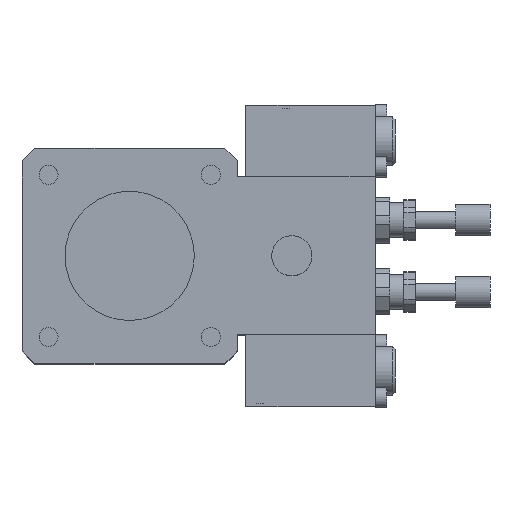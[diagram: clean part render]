
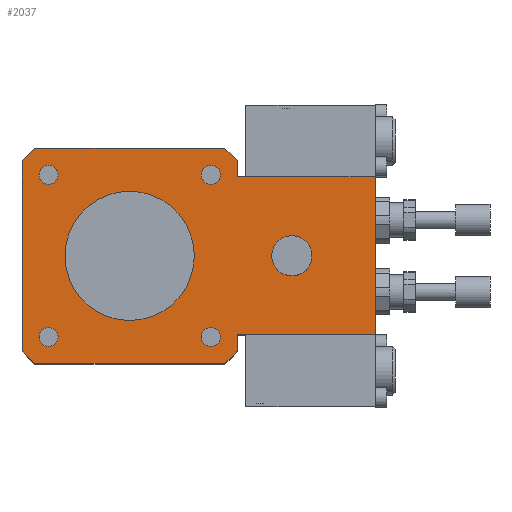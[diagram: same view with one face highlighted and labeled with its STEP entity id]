
A CAD part, top view. The second image highlights one B-rep face of the part: STEP entity #2037.
In plain terms, the highlighted planar face has unit normal (0, 0, 1).
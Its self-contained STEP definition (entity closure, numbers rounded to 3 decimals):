
#133=CARTESIAN_POINT('',(-28.25,24.927,146.0));
#134=VERTEX_POINT('',#133);
#135=CARTESIAN_POINT('',(-28.25,28.25,146.0));
#136=DIRECTION('',(0.0,0.0,-1.0));
#137=DIRECTION('',(0.0,-1.0,0.0));
#138=AXIS2_PLACEMENT_3D('',#135,#136,#137);
#139=CIRCLE('',#138,3.324);
#140=EDGE_CURVE('',#134,#134,#139,.T.);
#191=CARTESIAN_POINT('',(24.927,28.25,146.0));
#192=VERTEX_POINT('',#191);
#193=CARTESIAN_POINT('',(28.25,28.25,146.0));
#194=DIRECTION('',(0.0,0.0,-1.0));
#195=DIRECTION('',(-1.0,0.0,0.0));
#196=AXIS2_PLACEMENT_3D('',#193,#194,#195);
#197=CIRCLE('',#196,3.324);
#198=EDGE_CURVE('',#192,#192,#197,.T.);
#249=CARTESIAN_POINT('',(28.25,-24.927,146.0));
#250=VERTEX_POINT('',#249);
#251=CARTESIAN_POINT('',(28.25,-28.25,146.0));
#252=DIRECTION('',(0.0,0.0,-1.0));
#253=DIRECTION('',(0.0,1.0,0.0));
#254=AXIS2_PLACEMENT_3D('',#251,#252,#253);
#255=CIRCLE('',#254,3.324);
#256=EDGE_CURVE('',#250,#250,#255,.T.);
#307=CARTESIAN_POINT('',(-24.927,-28.25,146.0));
#308=VERTEX_POINT('',#307);
#309=CARTESIAN_POINT('',(-28.25,-28.25,146.0));
#310=DIRECTION('',(0.0,0.0,-1.0));
#311=DIRECTION('',(1.0,0.0,0.0));
#312=AXIS2_PLACEMENT_3D('',#309,#310,#311);
#313=CIRCLE('',#312,3.324);
#314=EDGE_CURVE('',#308,#308,#313,.T.);
#791=CARTESIAN_POINT('',(50.,0.0,146.0));
#792=VERTEX_POINT('',#791);
#793=CARTESIAN_POINT('',(56.5,0.0,146.0));
#794=DIRECTION('',(0.0,0.0,-1.0));
#795=DIRECTION('',(-1.0,0.0,0.0));
#796=AXIS2_PLACEMENT_3D('',#793,#794,#795);
#797=CIRCLE('',#796,6.5);
#798=EDGE_CURVE('',#792,#792,#797,.T.);
#1270=CARTESIAN_POINT('',(85.5,27.5,146.0));
#1271=VERTEX_POINT('',#1270);
#1296=CARTESIAN_POINT('',(37.5,27.5,146.0));
#1297=VERTEX_POINT('',#1296);
#1304=CARTESIAN_POINT('',(37.5,27.5,146.0));
#1305=DIRECTION('',(1.0,0.0,0.0));
#1306=VECTOR('',#1305,48.);
#1307=LINE('',#1304,#1306);
#1308=EDGE_CURVE('',#1297,#1271,#1307,.T.);
#1358=CARTESIAN_POINT('',(85.5,-27.5,146.0));
#1359=VERTEX_POINT('',#1358);
#1366=CARTESIAN_POINT('',(37.5,-27.5,146.0));
#1367=VERTEX_POINT('',#1366);
#1368=CARTESIAN_POINT('',(37.5,-27.5,146.0));
#1369=DIRECTION('',(1.0,0.0,0.0));
#1370=VECTOR('',#1369,48.);
#1371=LINE('',#1368,#1370);
#1372=EDGE_CURVE('',#1367,#1359,#1371,.T.);
#1421=CARTESIAN_POINT('',(85.5,-27.5,146.0));
#1422=DIRECTION('',(0.0,1.0,0.0));
#1423=VECTOR('',#1422,55.0);
#1424=LINE('',#1421,#1423);
#1425=EDGE_CURVE('',#1359,#1271,#1424,.T.);
#1444=CARTESIAN_POINT('',(37.5,-33.072,146.0));
#1445=VERTEX_POINT('',#1444);
#1446=CARTESIAN_POINT('',(37.5,-27.5,146.0));
#1447=DIRECTION('',(0.0,-1.0,0.0));
#1448=VECTOR('',#1447,5.572);
#1449=LINE('',#1446,#1448);
#1450=EDGE_CURVE('',#1367,#1445,#1449,.T.);
#1483=CARTESIAN_POINT('',(37.5,33.072,146.0));
#1484=VERTEX_POINT('',#1483);
#1491=CARTESIAN_POINT('',(37.5,33.072,146.0));
#1492=DIRECTION('',(0.0,-1.0,0.0));
#1493=VECTOR('',#1492,5.572);
#1494=LINE('',#1491,#1493);
#1495=EDGE_CURVE('',#1484,#1297,#1494,.T.);
#1522=CARTESIAN_POINT('',(-22.5,0.0,146.0));
#1523=VERTEX_POINT('',#1522);
#1524=CARTESIAN_POINT('',(0.0,0.0,146.0));
#1525=DIRECTION('',(0.0,0.0,-1.0));
#1526=DIRECTION('',(-1.0,0.0,0.0));
#1527=AXIS2_PLACEMENT_3D('',#1524,#1525,#1526);
#1528=CIRCLE('',#1527,22.5);
#1529=EDGE_CURVE('',#1523,#1523,#1528,.T.);
#1837=CARTESIAN_POINT('',(33.072,37.5,146.0));
#1838=VERTEX_POINT('',#1837);
#1839=CARTESIAN_POINT('',(0.,0.,146.0));
#1840=DIRECTION('',(0.,0.,-1.0));
#1841=DIRECTION('',(-0.75,-0.661,0.));
#1842=AXIS2_PLACEMENT_3D('',#1839,#1840,#1841);
#1843=CIRCLE('',#1842,50.0);
#1844=EDGE_CURVE('',#1838,#1484,#1843,.T.);
#1862=CARTESIAN_POINT('',(33.072,-37.5,146.0));
#1863=VERTEX_POINT('',#1862);
#1864=CARTESIAN_POINT('',(0.,0.,146.0));
#1865=DIRECTION('',(0.,0.,-1.));
#1866=DIRECTION('',(-0.661,0.75,0.));
#1867=AXIS2_PLACEMENT_3D('',#1864,#1865,#1866);
#1868=CIRCLE('',#1867,50.);
#1869=EDGE_CURVE('',#1445,#1863,#1868,.T.);
#1887=CARTESIAN_POINT('',(-33.072,-37.5,146.0));
#1888=VERTEX_POINT('',#1887);
#1889=CARTESIAN_POINT('',(33.072,-37.5,146.0));
#1890=DIRECTION('',(-1.0,0.0,0.0));
#1891=VECTOR('',#1890,66.144);
#1892=LINE('',#1889,#1891);
#1893=EDGE_CURVE('',#1863,#1888,#1892,.T.);
#1914=CARTESIAN_POINT('',(-37.5,-33.072,146.0));
#1915=VERTEX_POINT('',#1914);
#1916=CARTESIAN_POINT('',(0.,0.,146.0));
#1917=DIRECTION('',(0.,0.,-1.0));
#1918=DIRECTION('',(0.75,0.661,0.));
#1919=AXIS2_PLACEMENT_3D('',#1916,#1917,#1918);
#1920=CIRCLE('',#1919,50.);
#1921=EDGE_CURVE('',#1888,#1915,#1920,.T.);
#1939=CARTESIAN_POINT('',(-37.5,33.072,146.0));
#1940=VERTEX_POINT('',#1939);
#1941=CARTESIAN_POINT('',(-37.5,-33.072,146.0));
#1942=DIRECTION('',(0.0,1.0,0.0));
#1943=VECTOR('',#1942,66.144);
#1944=LINE('',#1941,#1943);
#1945=EDGE_CURVE('',#1915,#1940,#1944,.T.);
#1963=CARTESIAN_POINT('',(-33.072,37.5,146.0));
#1964=VERTEX_POINT('',#1963);
#1965=CARTESIAN_POINT('',(0.,0.,146.0));
#1966=DIRECTION('',(0.,0.,-1.));
#1967=DIRECTION('',(0.661,-0.75,0.));
#1968=AXIS2_PLACEMENT_3D('',#1965,#1966,#1967);
#1969=CIRCLE('',#1968,50.0);
#1970=EDGE_CURVE('',#1940,#1964,#1969,.T.);
#1988=CARTESIAN_POINT('',(-33.072,37.5,146.0));
#1989=DIRECTION('',(1.0,0.0,0.0));
#1990=VECTOR('',#1989,66.144);
#1991=LINE('',#1988,#1990);
#1992=EDGE_CURVE('',#1964,#1838,#1991,.T.);
#2000=CARTESIAN_POINT('',(0.,0.,146.0));
#2001=DIRECTION('',(0.0,0.0,1.0));
#2002=DIRECTION('',(1.0,0.0,0.0));
#2003=AXIS2_PLACEMENT_3D('',#2000,#2001,#2002);
#2004=PLANE('',#2003);
#2005=ORIENTED_EDGE('',*,*,#1844,.F.);
#2006=ORIENTED_EDGE('',*,*,#1992,.F.);
#2007=ORIENTED_EDGE('',*,*,#1970,.F.);
#2008=ORIENTED_EDGE('',*,*,#1945,.F.);
#2009=ORIENTED_EDGE('',*,*,#1921,.F.);
#2010=ORIENTED_EDGE('',*,*,#1893,.F.);
#2011=ORIENTED_EDGE('',*,*,#1869,.F.);
#2012=ORIENTED_EDGE('',*,*,#1450,.F.);
#2013=ORIENTED_EDGE('',*,*,#1372,.T.);
#2014=ORIENTED_EDGE('',*,*,#1425,.T.);
#2015=ORIENTED_EDGE('',*,*,#1308,.F.);
#2016=ORIENTED_EDGE('',*,*,#1495,.F.);
#2017=EDGE_LOOP('',(#2005,#2006,#2007,#2008,#2009,#2010,#2011,#2012,#2013,#2014,#2015,#2016));
#2018=FACE_OUTER_BOUND('',#2017,.T.);
#2019=ORIENTED_EDGE('',*,*,#140,.T.);
#2020=EDGE_LOOP('',(#2019));
#2021=FACE_BOUND('',#2020,.T.);
#2022=ORIENTED_EDGE('',*,*,#198,.T.);
#2023=EDGE_LOOP('',(#2022));
#2024=FACE_BOUND('',#2023,.T.);
#2025=ORIENTED_EDGE('',*,*,#256,.T.);
#2026=EDGE_LOOP('',(#2025));
#2027=FACE_BOUND('',#2026,.T.);
#2028=ORIENTED_EDGE('',*,*,#314,.T.);
#2029=EDGE_LOOP('',(#2028));
#2030=FACE_BOUND('',#2029,.T.);
#2031=ORIENTED_EDGE('',*,*,#798,.T.);
#2032=EDGE_LOOP('',(#2031));
#2033=FACE_BOUND('',#2032,.T.);
#2034=ORIENTED_EDGE('',*,*,#1529,.T.);
#2035=EDGE_LOOP('',(#2034));
#2036=FACE_BOUND('',#2035,.T.);
#2037=ADVANCED_FACE('',(#2018,#2021,#2024,#2027,#2030,#2033,#2036),#2004,.T.);
